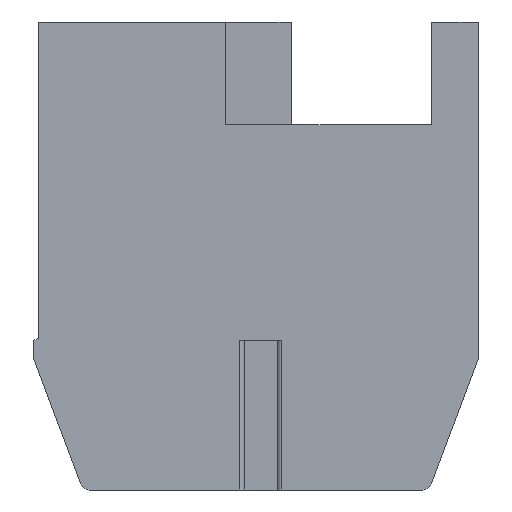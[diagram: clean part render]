
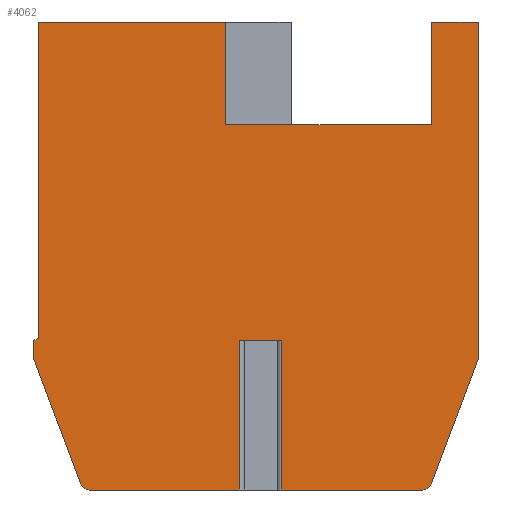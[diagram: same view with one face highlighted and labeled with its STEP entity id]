
A CAD part, front view. The second image highlights one B-rep face of the part: STEP entity #4062.
In plain terms, the highlighted planar face has unit normal (0, -1, 0).
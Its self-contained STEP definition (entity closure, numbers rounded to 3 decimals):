
#1=DIRECTION('',(1.,0.,0.));
#2=VECTOR('',#1,0.906);
#3=CARTESIAN_POINT('',(4.297,0.,-6.8));
#4=LINE('',#3,#2);
#5=DIRECTION('',(0.,0.,-1.));
#6=VECTOR('',#5,3.2);
#7=CARTESIAN_POINT('',(4.297,0.,-6.8));
#8=LINE('',#7,#6);
#9=DIRECTION('',(-1.,0.,0.));
#10=VECTOR('',#9,3.208);
#11=CARTESIAN_POINT('',(4.297,0.,-10.));
#12=LINE('',#11,#10);
#13=CARTESIAN_POINT('',(1.089,0.,-9.8));
#14=DIRECTION('',(0.,1.,0.));
#15=DIRECTION('',(0.,0.,-1.));
#16=AXIS2_PLACEMENT_3D('',#13,#14,#15);
#18=DIRECTION('',(-0.351,0.,0.936));
#19=VECTOR('',#18,2.816);
#20=CARTESIAN_POINT('',(0.901,0.,-9.87));
#21=LINE('',#20,#19);
#22=CARTESIAN_POINT('',(0.1,0.,-7.164));
#23=DIRECTION('',(0.,1.,0.));
#24=DIRECTION('',(-0.936,0.,-0.351));
#25=AXIS2_PLACEMENT_3D('',#22,#23,#24);
#27=DIRECTION('',(0.,0.,1.));
#28=VECTOR('',#27,0.364);
#29=CARTESIAN_POINT('',(-0.1,0.,-7.164));
#30=LINE('',#29,#28);
#31=DIRECTION('',(0.928,0.,0.371));
#32=VECTOR('',#31,0.108);
#33=CARTESIAN_POINT('',(-0.1,0.,-6.8));
#34=LINE('',#33,#32);
#35=DIRECTION('',(0.,0.,1.));
#36=VECTOR('',#35,6.76);
#37=CARTESIAN_POINT('',(0.,0.,-6.76));
#38=LINE('',#37,#36);
#39=DIRECTION('',(1.,0.,0.));
#40=VECTOR('',#39,4.);
#41=CARTESIAN_POINT('',(0.,0.,0.));
#42=LINE('',#41,#40);
#43=DIRECTION('',(0.,0.,-1.));
#44=VECTOR('',#43,2.2);
#45=CARTESIAN_POINT('',(4.,0.,0.));
#46=LINE('',#45,#44);
#47=DIRECTION('',(0.,0.,1.));
#48=VECTOR('',#47,2.2);
#49=CARTESIAN_POINT('',(8.4,0.,-2.2));
#50=LINE('',#49,#48);
#51=DIRECTION('',(1.,0.,0.));
#52=VECTOR('',#51,1.);
#53=CARTESIAN_POINT('',(8.4,0.,0.));
#54=LINE('',#53,#52);
#55=DIRECTION('',(0.,0.,-1.));
#56=VECTOR('',#55,7.164);
#57=CARTESIAN_POINT('',(9.4,0.,0.));
#58=LINE('',#57,#56);
#59=CARTESIAN_POINT('',(9.2,0.,-7.164));
#60=DIRECTION('',(0.,1.,0.));
#61=DIRECTION('',(1.,0.,0.));
#62=AXIS2_PLACEMENT_3D('',#59,#60,#61);
#64=DIRECTION('',(-0.351,0.,-0.936));
#65=VECTOR('',#64,2.816);
#66=CARTESIAN_POINT('',(9.387,0.,-7.234));
#67=LINE('',#66,#65);
#68=CARTESIAN_POINT('',(8.211,0.,-9.8));
#69=DIRECTION('',(0.,1.,0.));
#70=DIRECTION('',(0.936,0.,-0.351));
#71=AXIS2_PLACEMENT_3D('',#68,#69,#70);
#73=DIRECTION('',(-1.,0.,0.));
#74=VECTOR('',#73,3.008);
#75=CARTESIAN_POINT('',(8.211,0.,-10.));
#76=LINE('',#75,#74);
#77=DIRECTION('',(0.,0.,-1.));
#78=VECTOR('',#77,3.2);
#79=CARTESIAN_POINT('',(5.203,0.,-6.8));
#80=LINE('',#79,#78);
#1159=DIRECTION('',(-1.,0.,0.));
#1160=VECTOR('',#1159,4.4);
#1161=CARTESIAN_POINT('',(8.4,0.,-2.2));
#1162=LINE('',#1161,#1160);
#3161=CARTESIAN_POINT('',(-0.087,0.,-7.234));
#3162=CARTESIAN_POINT('',(-0.1,0.,-7.164));
#3163=VERTEX_POINT('',#3161);
#3164=VERTEX_POINT('',#3162);
#3165=CARTESIAN_POINT('',(-0.1,0.,-6.8));
#3166=VERTEX_POINT('',#3165);
#3167=CARTESIAN_POINT('',(0.,0.,-6.76));
#3168=VERTEX_POINT('',#3167);
#3169=CARTESIAN_POINT('',(0.,0.,0.));
#3170=VERTEX_POINT('',#3169);
#3171=CARTESIAN_POINT('',(8.4,0.,-2.2));
#3172=CARTESIAN_POINT('',(8.4,0.,0.));
#3173=VERTEX_POINT('',#3171);
#3174=VERTEX_POINT('',#3172);
#3175=CARTESIAN_POINT('',(9.4,0.,0.));
#3176=VERTEX_POINT('',#3175);
#3177=CARTESIAN_POINT('',(9.4,0.,-7.164));
#3178=VERTEX_POINT('',#3177);
#3179=CARTESIAN_POINT('',(9.387,0.,-7.234));
#3180=VERTEX_POINT('',#3179);
#3181=CARTESIAN_POINT('',(8.399,0.,-9.87));
#3182=VERTEX_POINT('',#3181);
#3183=CARTESIAN_POINT('',(8.211,0.,-10.));
#3184=VERTEX_POINT('',#3183);
#3185=CARTESIAN_POINT('',(1.089,0.,-10.));
#3186=CARTESIAN_POINT('',(0.901,0.,-9.87));
#3187=VERTEX_POINT('',#3185);
#3188=VERTEX_POINT('',#3186);
#3401=CARTESIAN_POINT('',(4.,0.,0.));
#3402=CARTESIAN_POINT('',(4.,0.,-2.2));
#3403=VERTEX_POINT('',#3401);
#3404=VERTEX_POINT('',#3402);
#3425=CARTESIAN_POINT('',(4.297,0.,-6.8));
#3426=CARTESIAN_POINT('',(5.203,0.,-6.8));
#3427=VERTEX_POINT('',#3425);
#3428=VERTEX_POINT('',#3426);
#3429=CARTESIAN_POINT('',(4.297,0.,-10.));
#3430=VERTEX_POINT('',#3429);
#3431=CARTESIAN_POINT('',(5.203,0.,-10.));
#3432=VERTEX_POINT('',#3431);
#4015=CARTESIAN_POINT('',(0.,0.,0.));
#4016=DIRECTION('',(0.,1.,0.));
#4017=DIRECTION('',(1.,0.,0.));
#4018=AXIS2_PLACEMENT_3D('',#4015,#4016,#4017);
#4019=PLANE('',#4018);
#4021=ORIENTED_EDGE('',*,*,#4020,.F.);
#4023=ORIENTED_EDGE('',*,*,#4022,.T.);
#4025=ORIENTED_EDGE('',*,*,#4024,.T.);
#4027=ORIENTED_EDGE('',*,*,#4026,.T.);
#4029=ORIENTED_EDGE('',*,*,#4028,.T.);
#4031=ORIENTED_EDGE('',*,*,#4030,.T.);
#4033=ORIENTED_EDGE('',*,*,#4032,.T.);
#4035=ORIENTED_EDGE('',*,*,#4034,.T.);
#4037=ORIENTED_EDGE('',*,*,#4036,.T.);
#4039=ORIENTED_EDGE('',*,*,#4038,.T.);
#4041=ORIENTED_EDGE('',*,*,#4040,.T.);
#4043=ORIENTED_EDGE('',*,*,#4042,.F.);
#4045=ORIENTED_EDGE('',*,*,#4044,.T.);
#4047=ORIENTED_EDGE('',*,*,#4046,.T.);
#4049=ORIENTED_EDGE('',*,*,#4048,.T.);
#4051=ORIENTED_EDGE('',*,*,#4050,.T.);
#4053=ORIENTED_EDGE('',*,*,#4052,.T.);
#4055=ORIENTED_EDGE('',*,*,#4054,.T.);
#4057=ORIENTED_EDGE('',*,*,#4056,.T.);
#4059=ORIENTED_EDGE('',*,*,#4058,.F.);
#4060=EDGE_LOOP('',(#4021,#4023,#4025,#4027,#4029,#4031,#4033,#4035,#4037,#4039,
#4041,#4043,#4045,#4047,#4049,#4051,#4053,#4055,#4057,#4059));
#4061=FACE_OUTER_BOUND('',#4060,.F.);
#4062=ADVANCED_FACE('',(#4061),#4019,.F.);
#17=CIRCLE('',#16,0.2);
#26=CIRCLE('',#25,0.2);
#63=CIRCLE('',#62,0.2);
#72=CIRCLE('',#71,0.2);
#4020=EDGE_CURVE('',#3427,#3428,#4,.T.);
#4022=EDGE_CURVE('',#3427,#3430,#8,.T.);
#4024=EDGE_CURVE('',#3430,#3187,#12,.T.);
#4026=EDGE_CURVE('',#3187,#3188,#17,.T.);
#4028=EDGE_CURVE('',#3188,#3163,#21,.T.);
#4030=EDGE_CURVE('',#3163,#3164,#26,.T.);
#4032=EDGE_CURVE('',#3164,#3166,#30,.T.);
#4034=EDGE_CURVE('',#3166,#3168,#34,.T.);
#4036=EDGE_CURVE('',#3168,#3170,#38,.T.);
#4038=EDGE_CURVE('',#3170,#3403,#42,.T.);
#4040=EDGE_CURVE('',#3403,#3404,#46,.T.);
#4042=EDGE_CURVE('',#3173,#3404,#1162,.T.);
#4044=EDGE_CURVE('',#3173,#3174,#50,.T.);
#4046=EDGE_CURVE('',#3174,#3176,#54,.T.);
#4048=EDGE_CURVE('',#3176,#3178,#58,.T.);
#4050=EDGE_CURVE('',#3178,#3180,#63,.T.);
#4052=EDGE_CURVE('',#3180,#3182,#67,.T.);
#4054=EDGE_CURVE('',#3182,#3184,#72,.T.);
#4056=EDGE_CURVE('',#3184,#3432,#76,.T.);
#4058=EDGE_CURVE('',#3428,#3432,#80,.T.);
